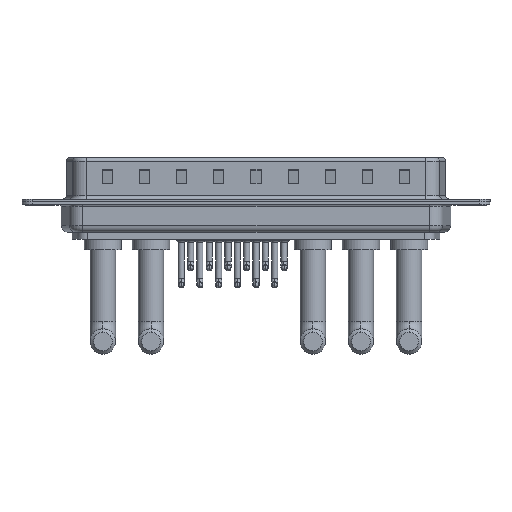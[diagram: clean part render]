
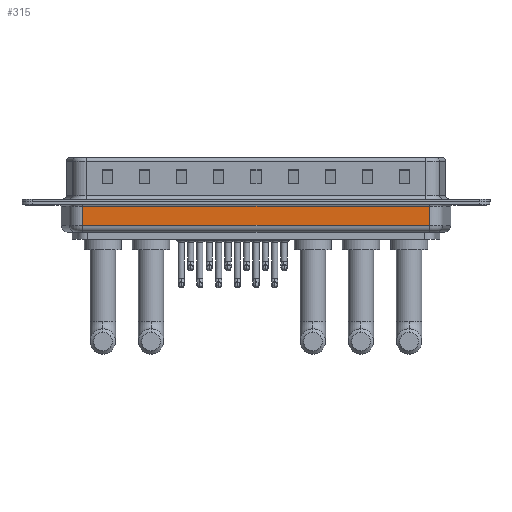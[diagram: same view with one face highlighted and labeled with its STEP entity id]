
A CAD part, front view. The second image highlights one B-rep face of the part: STEP entity #315.
In plain terms, the highlighted planar face has unit normal (0, -1, 0).
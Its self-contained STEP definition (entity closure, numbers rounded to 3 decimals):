
#216 = LINE ( 'NONE', #12994, #6489 ) ;
#315 = ADVANCED_FACE ( 'NONE', ( #11876 ), #8028, .F. ) ;
#976 = CARTESIAN_POINT ( 'NONE',  ( 6.031, -5.35, -3.5 ) ) ;
#1429 = VERTEX_POINT ( 'NONE', #3408 ) ;
#1756 = ORIENTED_EDGE ( 'NONE', *, *, #21392, .T. ) ;
#2640 = CARTESIAN_POINT ( 'NONE',  ( 6.031, -5.35, -0.65 ) ) ;
#2847 = DIRECTION ( 'NONE',  ( 0., 0., 1. ) ) ;
#2986 = CARTESIAN_POINT ( 'NONE',  ( 6.031, -5.35, -4.5 ) ) ;
#3408 = CARTESIAN_POINT ( 'NONE',  ( 57.469, -5.35, -3.5 ) ) ;
#3608 = CARTESIAN_POINT ( 'NONE',  ( 57.469, -5.35, -0.65 ) ) ;
#4059 = CARTESIAN_POINT ( 'NONE',  ( 57.469, -5.35, -4.5 ) ) ;
#4308 = ORIENTED_EDGE ( 'NONE', *, *, #20880, .T. ) ;
#5193 = EDGE_CURVE ( 'NONE', #17096, #1429, #216, .T. ) ;
#6489 = VECTOR ( 'NONE', #16732, 1000. ) ;
#8028 = PLANE ( 'NONE',  #13041 ) ;
#9352 = VERTEX_POINT ( 'NONE', #2640 ) ;
#11140 = DIRECTION ( 'NONE',  ( -1., 0., 0. ) ) ;
#11876 = FACE_OUTER_BOUND ( 'NONE', #17970, .T. ) ;
#12538 = ORIENTED_EDGE ( 'NONE', *, *, #15607, .F. ) ;
#12994 = CARTESIAN_POINT ( 'NONE',  ( 6.031, -5.35, -3.5 ) ) ;
#13041 = AXIS2_PLACEMENT_3D ( 'NONE', #19230, #15361, #20909 ) ;
#13515 = VECTOR ( 'NONE', #2847, 1000. ) ;
#13909 = VECTOR ( 'NONE', #11140, 1000. ) ;
#15361 = DIRECTION ( 'NONE',  ( 0., 1., 0. ) ) ;
#15607 = EDGE_CURVE ( 'NONE', #17096, #9352, #21780, .T. ) ;
#16732 = DIRECTION ( 'NONE',  ( 1., 0., 0. ) ) ;
#16896 = CARTESIAN_POINT ( 'NONE',  ( 6.031, -5.35, -0.65 ) ) ;
#17096 = VERTEX_POINT ( 'NONE', #976 ) ;
#17970 = EDGE_LOOP ( 'NONE', ( #12538, #19039, #4308, #1756 ) ) ;
#19039 = ORIENTED_EDGE ( 'NONE', *, *, #5193, .T. ) ;
#19230 = CARTESIAN_POINT ( 'NONE',  ( 6.031, -5.35, -4.5 ) ) ;
#19626 = DIRECTION ( 'NONE',  ( 0., 0., 1. ) ) ;
#20285 = LINE ( 'NONE', #16896, #13909 ) ;
#20301 = VERTEX_POINT ( 'NONE', #3608 ) ;
#20570 = LINE ( 'NONE', #4059, #13515 ) ;
#20880 = EDGE_CURVE ( 'NONE', #1429, #20301, #20570, .T. ) ;
#20909 = DIRECTION ( 'NONE',  ( -1., 0., 0. ) ) ;
#21392 = EDGE_CURVE ( 'NONE', #20301, #9352, #20285, .T. ) ;
#21780 = LINE ( 'NONE', #2986, #21838 ) ;
#21838 = VECTOR ( 'NONE', #19626, 1000. ) ;
